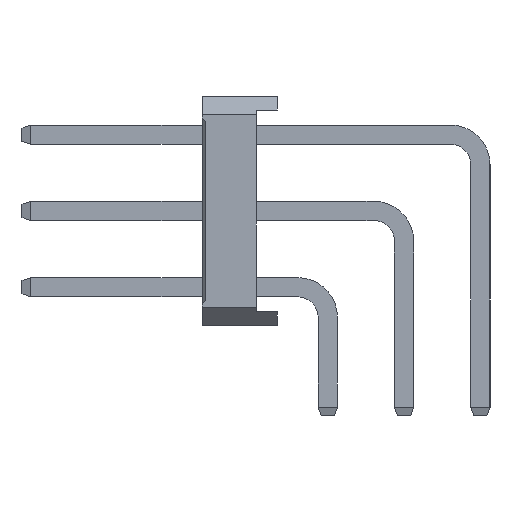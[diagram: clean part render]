
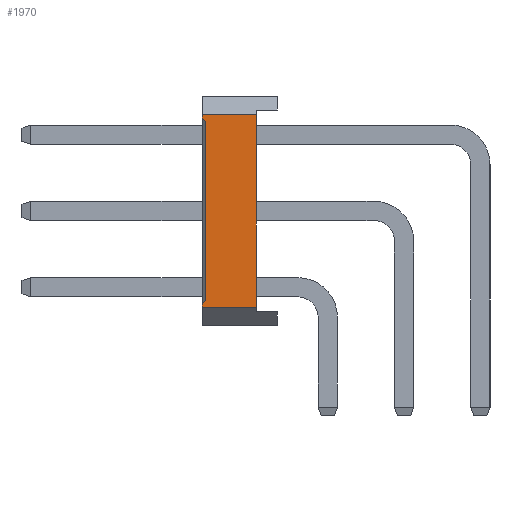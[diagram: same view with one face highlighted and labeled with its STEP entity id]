
A CAD part, left-side view. The second image highlights one B-rep face of the part: STEP entity #1970.
In plain terms, the highlighted planar face has unit normal (-1, 0, 0).
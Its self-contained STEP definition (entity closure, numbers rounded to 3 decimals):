
#1970=ADVANCED_FACE('',(#21666),#21668,.T.);
#21666=FACE_BOUND('',#21667,.T.);
#21667=EDGE_LOOP('',(#37677,#37678,#37679,#37680,#37681,#37682,#37683,#37684));
#21668=PLANE('',#21669);
#21669=AXIS2_PLACEMENT_3D('',#21670,#21671,#21672);
#21670=CARTESIAN_POINT('',(-1.27,1.68,0.6));
#21671=DIRECTION('',(-1.,0.,0.));
#21672=DIRECTION('',(0.,0.,1.));
#37677=ORIENTED_EDGE('',*,*,#47982,.F.);
#37678=ORIENTED_EDGE('',*,*,#47983,.T.);
#37679=ORIENTED_EDGE('',*,*,#47984,.F.);
#37680=ORIENTED_EDGE('',*,*,#46832,.F.);
#37681=ORIENTED_EDGE('',*,*,#47985,.F.);
#37682=ORIENTED_EDGE('',*,*,#46264,.T.);
#37683=ORIENTED_EDGE('',*,*,#47981,.T.);
#37684=ORIENTED_EDGE('',*,*,#46836,.F.);
#46264=EDGE_CURVE('',#51632,#51630,#51633,.T.);
#46832=EDGE_CURVE('',#52766,#52768,#52769,.T.);
#46836=EDGE_CURVE('',#52774,#52776,#52777,.T.);
#47981=EDGE_CURVE('',#51630,#52776,#54853,.T.);
#47982=EDGE_CURVE('',#54854,#52774,#54855,.F.);
#47983=EDGE_CURVE('',#54854,#54856,#54857,.T.);
#47984=EDGE_CURVE('',#52768,#54856,#54858,.F.);
#47985=EDGE_CURVE('',#51632,#52766,#54859,.T.);
#51630=VERTEX_POINT('',#60358);
#51632=VERTEX_POINT('',#60362);
#51633=LINE('',#60363,#60364);
#52766=VERTEX_POINT('',#62630);
#52768=VERTEX_POINT('',#62634);
#52769=LINE('',#62635,#62636);
#52774=VERTEX_POINT('',#62646);
#52776=VERTEX_POINT('',#62650);
#52777=LINE('',#62651,#62652);
#54853=LINE('',#67121,#67122);
#54854=VERTEX_POINT('',#67124);
#54855=LINE('',#67125,#67126);
#54856=VERTEX_POINT('',#67128);
#54857=LINE('',#67129,#67130);
#54858=LINE('',#67132,#67133);
#54859=LINE('',#67135,#67136);
#60358=CARTESIAN_POINT('',(-1.27,2.38,7.02));
#60362=CARTESIAN_POINT('',(-1.27,2.38,0.6));
#60363=CARTESIAN_POINT('',(-1.27,2.38,0.6));
#60364=VECTOR('',#60365,1.);
#60365=DIRECTION('',(0.,0.,1.));
#62630=CARTESIAN_POINT('',(-1.27,4.18,0.6));
#62634=CARTESIAN_POINT('',(-1.27,4.18,0.72));
#62635=CARTESIAN_POINT('',(-1.27,4.18,0.6));
#62636=VECTOR('',#62637,1.);
#62637=DIRECTION('',(0.,0.,1.));
#62646=CARTESIAN_POINT('',(-1.27,4.18,6.9));
#62650=CARTESIAN_POINT('',(-1.27,4.18,7.02));
#62651=CARTESIAN_POINT('',(-1.27,4.18,6.9));
#62652=VECTOR('',#62653,1.);
#62653=DIRECTION('',(0.,0.,1.));
#67121=CARTESIAN_POINT('',(-1.27,2.38,7.02));
#67122=VECTOR('',#67123,1.);
#67123=DIRECTION('',(0.,1.,0.));
#67124=CARTESIAN_POINT('',(-1.27,4.08,6.8));
#67125=CARTESIAN_POINT('',(-1.27,4.18,6.9));
#67126=VECTOR('',#67127,1.);
#67127=DIRECTION('',(0.,-0.707,-0.707));
#67128=CARTESIAN_POINT('',(-1.27,4.08,0.82));
#67129=CARTESIAN_POINT('',(-1.27,4.08,6.8));
#67130=VECTOR('',#67131,1.);
#67131=DIRECTION('',(0.,0.,-1.));
#67132=CARTESIAN_POINT('',(-1.27,4.08,0.82));
#67133=VECTOR('',#67134,1.);
#67134=DIRECTION('',(0.,0.707,-0.707));
#67135=CARTESIAN_POINT('',(-1.27,2.38,0.6));
#67136=VECTOR('',#67137,1.);
#67137=DIRECTION('',(0.,1.,0.));
